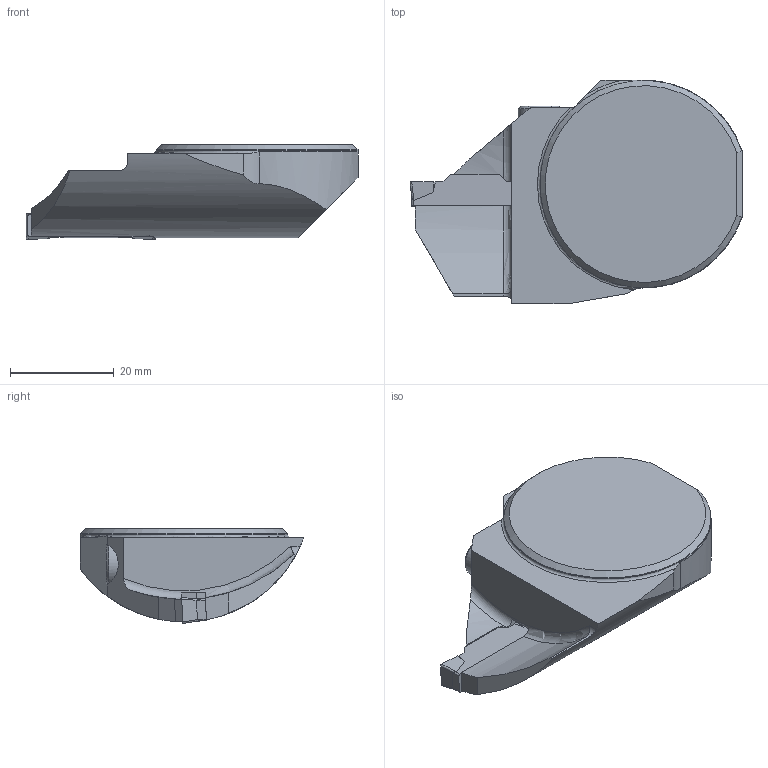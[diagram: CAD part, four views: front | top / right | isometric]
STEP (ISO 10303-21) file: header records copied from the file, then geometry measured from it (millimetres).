
FILE_DESCRIPTION(/* description */ (''),/* implementation_level */ '2;1');
FILE_NAME(/* name */ 'TOOLASSEMBLY_1.STP',/* time_stamp */ '2023-04-25T12:20:17+02:00',/* author */ (''),/* organization */ ('SMS'),/* preprocessor_version */ 'ST-DEVELOPER v16.7',/* originating_system */ 'SIEMENS PLM Software NX 12.0',/* authorisation */ '');
FILE_SCHEMA (('AUTOMOTIVE_DESIGN { 1 0 10303 214 3 1 1 1 }'));
Length unit declared in the file: millimetre
Products named in the file (4): ASSEMBLY_CONSTRUCTION; CUT_20230425121930; NOCUT_20230425121807; TOOLASSEMBLY_1
Assembly tree (3 placements, depth 2):
  TOOLASSEMBLY_1
    NOCUT_20230425121807
    CUT_20230425121930
    ASSEMBLY_CONSTRUCTION
Bounding box: 64.1 x 43.16 x 18.32 mm (x, y, z)
Volume: 24127 mm3; surface area: 6431 mm2
Topology: 2 solids, 2 shells, 92 faces, 254 edges, 172 vertices
Faces by surface type: plane 47, cylinder 31, cone 8, extrusion 4, torus 2
Entity records: 4283 total; most frequent: CARTESIAN_POINT 1808, ORIENTED_EDGE 500, DIRECTION 480, EDGE_CURVE 250, AXIS2_PLACEMENT_3D 178, VERTEX_POINT 164, VECTOR 124, LINE 120
